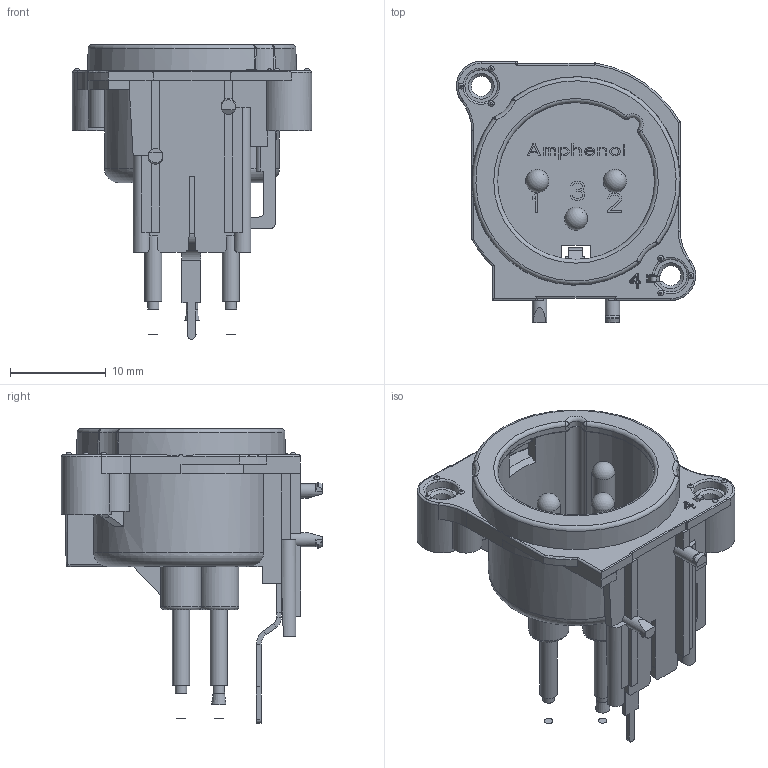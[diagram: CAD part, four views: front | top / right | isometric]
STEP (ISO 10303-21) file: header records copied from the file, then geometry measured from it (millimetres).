
FILE_DESCRIPTION(/* description */ (''),/* implementation_level */ '2;1');
FILE_NAME(/* name */ 'AC3MBV2-AU-PRE.stp',/* time_stamp */ '2023-02-06T17:18:02+11:00',/* author */ ('minh'),/* organization */ (''),/* preprocessor_version */ 'ST-DEVELOPER v18.1',/* originating_system */ 'Autodesk Inventor 2022',/* authorisation */ '');
FILE_SCHEMA (('AUTOMOTIVE_DESIGN { 1 0 10303 214 3 1 1 }'));
Length unit declared in the file: inch
Products named in the file (1): AC3MBV2-AU-PRE test
Bounding box: 25 x 27.3 x 30.77 mm (x, y, z)
Volume: 2604.7 mm3; surface area: 5116 mm2
Topology: 1 solids, 6 shells, 953 faces, 2606 edges, 1670 vertices
Faces by surface type: plane 650, cylinder 192, torus 34, cone 33, sphere 29, bspline 15
Full cylindrical faces by diameter (mm): 1.2 x3, 1.3 x2, 1.5 x2, 1.8 x6, 1.85 x6, 2.1 x1, 2.4 x3, 3 x1, 3.4 x1, 4.2 x3
Entity records: 32252 total; most frequent: CARTESIAN_POINT 6891, ORIENTED_EDGE 5202, DIRECTION 4967, EDGE_CURVE 2601, LINE 1875, VECTOR 1875, VERTEX_POINT 1670, AXIS2_PLACEMENT_3D 1546
